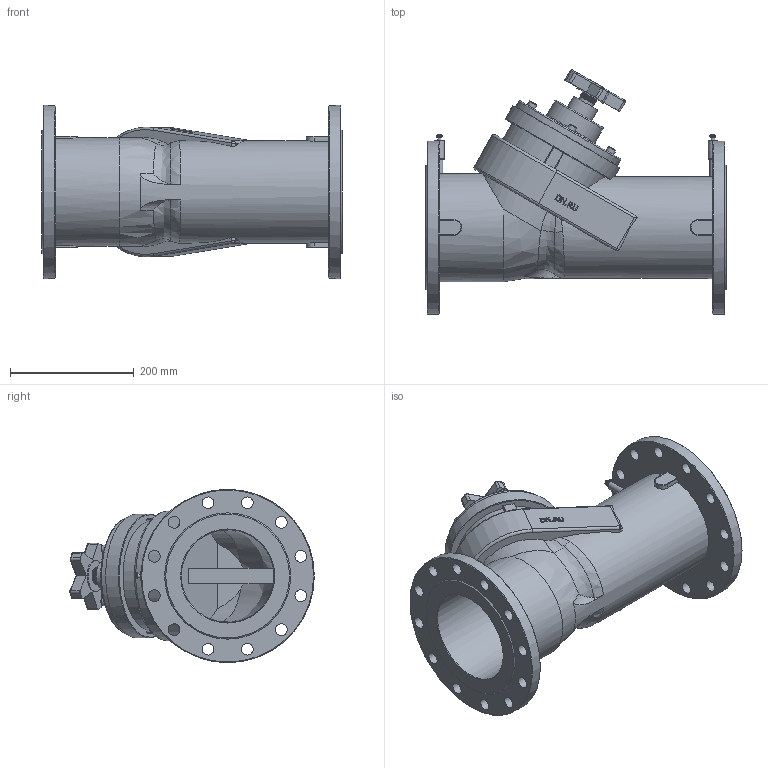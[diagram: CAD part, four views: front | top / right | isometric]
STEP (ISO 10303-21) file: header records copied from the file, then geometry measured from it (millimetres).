
FILE_DESCRIPTION(/* description */ (''),/* implementation_level */ '2;1');
FILE_NAME(/* name */ 'DN150_3D_STEP.stp',/* time_stamp */ '2024-03-03T22:41:05+03:00',/* author */ ('igorr'),/* organization */ (''),/* preprocessor_version */ 'ST-DEVELOPER v19.2',/* originating_system */ 'Autodesk Inventor 2023',/* authorisation */ '');
FILE_SCHEMA (('AUTOMOTIVE_DESIGN { 1 0 10303 214 3 1 1 }'));
Length unit declared in the file: millimetre
Products named in the file (4): Сборка; Деталь1; Деталь2; AS 1420 - 1973 - M8 x 16
Assembly tree (8 placements, depth 2):
  Сборка
    Деталь1
    Деталь2
    AS 1420 - 1973 - M8 x 16  x6
Bounding box: 485 x 395.3 x 280 mm (x, y, z)
Volume: 8802666.9 mm3; surface area: 920379.1 mm2
Topology: 8 solids, 10 shells, 1738 faces, 4386 edges, 2697 vertices
Faces by surface type: plane 1238, cylinder 355, bspline 71, torus 51, cone 23
Full cylindrical faces by diameter (mm): 6 x2, 7.5 x1, 8 x6, 8.348 x2, 10 x6, 13 x6, 15 x2, 19 x24, 25 x1, 27 x2, 45 x1, 50 x1, 90 x1, 100 x1, 150 x2, 165 x1, 175 x1, 190 x1, 200 x1, 280 x2
Entity records: 52923 total; most frequent: CARTESIAN_POINT 11391, ORIENTED_EDGE 8398, DIRECTION 8256, EDGE_CURVE 4199, AXIS2_PLACEMENT_3D 2828, LINE 2600, VECTOR 2600, VERTEX_POINT 2577
